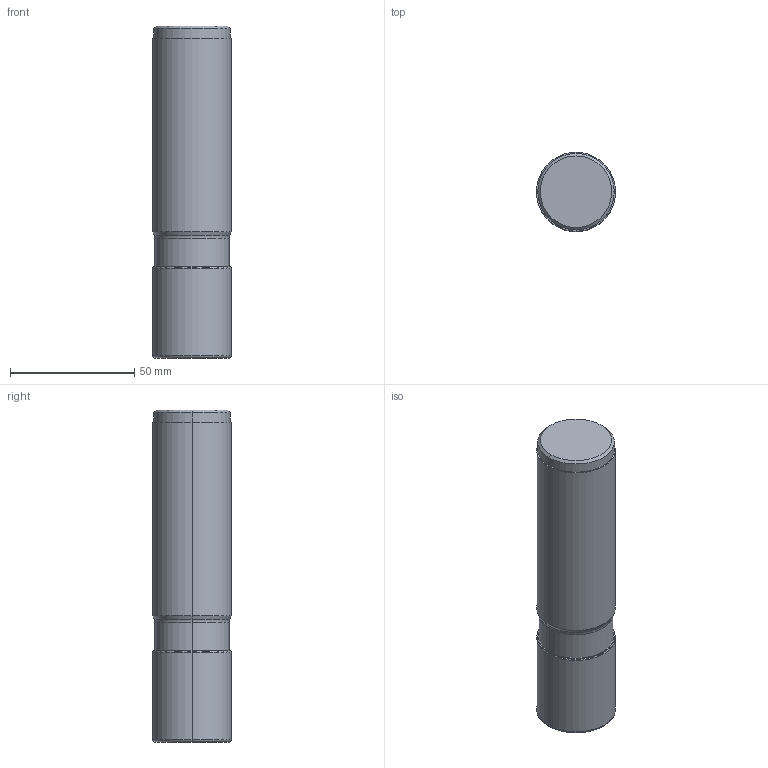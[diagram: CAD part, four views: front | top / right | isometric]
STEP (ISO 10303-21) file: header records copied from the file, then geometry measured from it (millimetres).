
FILE_DESCRIPTION(/* description */ (''),/* implementation_level */ '2;1');
FILE_NAME(/* name */ 'VPX200UR203FA20S1315_IR0_039.stp',/* time_stamp */ '2021-06-22T11:11:42+09:00',/* author */ (''),/* organization */ (''),/* preprocessor_version */ 'ST-DEVELOPER v16',/* originating_system */ 'SIEMENS PLM Software NX 10.0',/* authorisation */ '');
FILE_SCHEMA (('AUTOMOTIVE_DESIGN { 1 0 10303 214 3 1 1 1 }'));
Length unit declared in the file: millimetre
Products named in the file (1): VPX200UR203FA20S1315_IR0_039_ASM
Bounding box: 31.75 x 31.75 x 133.35 mm (x, y, z)
Volume: 112082.3 mm3; surface area: 21137.7 mm2
Topology: 2 solids, 2 shells, 70 faces, 161 edges, 121 vertices
Faces by surface type: revolution 36, cylinder 10, torus 10, cone 10, plane 4
Entity records: 2863 total; most frequent: CARTESIAN_POINT 1195, DIRECTION 317, ORIENTED_EDGE 276, EDGE_CURVE 138, AXIS2_PLACEMENT_3D 129, B_SPLINE_CURVE_WITH_KNOTS 90, CIRCLE 84, EDGE_LOOP 72
